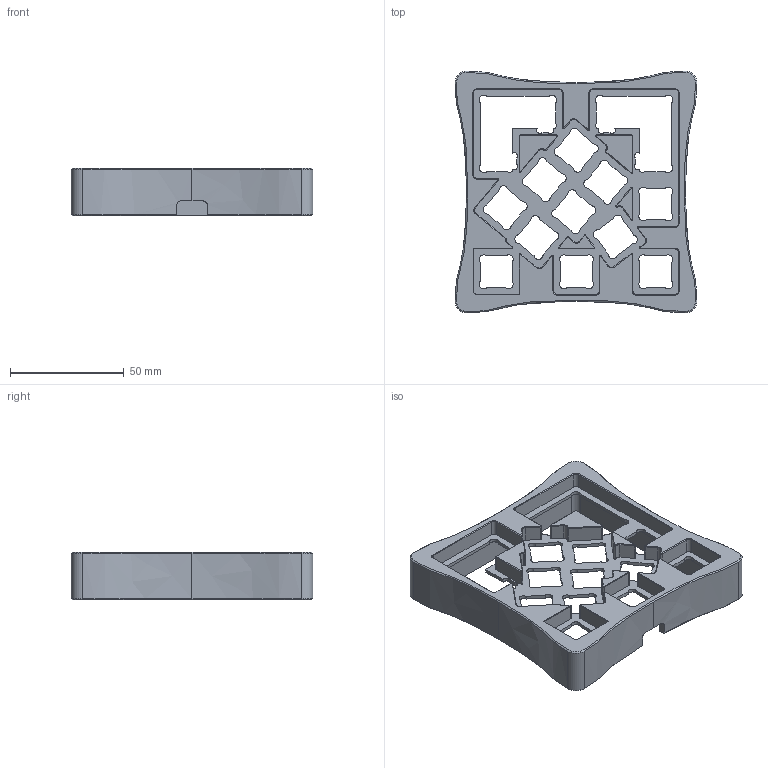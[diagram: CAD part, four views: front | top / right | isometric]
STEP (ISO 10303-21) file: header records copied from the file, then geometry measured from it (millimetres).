
FILE_DESCRIPTION(/* description */ (''),/* implementation_level */ '2;1');
FILE_NAME(/* name */ 'SP17 MonoCase.stp',/* time_stamp */ '2025-06-24T21:23:41+02:00',/* author */ ('admin'),/* organization */ (''),/* preprocessor_version */ 'ST-DEVELOPER v20',/* originating_system */ 'Autodesk Inventor 2025',/* authorisation */ '');
FILE_SCHEMA (('AUTOMOTIVE_DESIGN { 1 0 10303 214 3 1 1 }'));
Length unit declared in the file: millimetre
Products named in the file (1): SP17 MonoCase
Bounding box: 106.02 x 106.02 x 21 mm (x, y, z)
Volume: 56940.2 mm3; surface area: 31919.1 mm2
Topology: 1 solids, 1 shells, 380 faces, 992 edges, 623 vertices
Faces by surface type: plane 173, cylinder 124, cone 59, bspline 24
Full cylindrical faces by diameter (mm): 8.2 x4
Entity records: 12166 total; most frequent: CARTESIAN_POINT 2656, ORIENTED_EDGE 1984, DIRECTION 1974, EDGE_CURVE 992, AXIS2_PLACEMENT_3D 666, LINE 642, VECTOR 642, VERTEX_POINT 623
